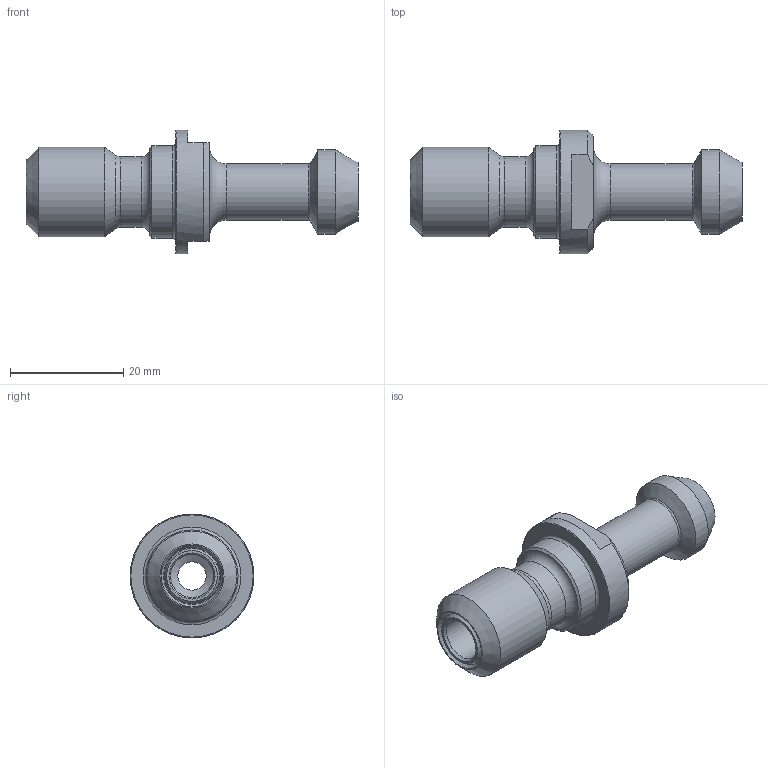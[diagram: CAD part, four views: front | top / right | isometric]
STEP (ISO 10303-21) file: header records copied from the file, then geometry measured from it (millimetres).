
FILE_DESCRIPTION(/* description */ ('RETENTION KNOB'),/* implementation_level */ '2;1');
FILE_NAME(/* name */ '4014TRKC.stp',/* time_stamp */ '2020-11-24T14:43:47-05:00',/* author */ ('dalloco'),/* organization */ (''),/* preprocessor_version */ 'ST-DEVELOPER v16.13',/* originating_system */ 'Autodesk Inventor 2018',/* authorisation */ '');
FILE_SCHEMA (('AUTOMOTIVE_DESIGN { 1 0 10303 214 3 1 1 }'));
Length unit declared in the file: inch
Products named in the file (1): 4014TRKC
Bounding box: 58.62 x 21.84 x 21.84 mm (x, y, z)
Volume: 7922 mm3; surface area: 4290.6 mm2
Topology: 1 solids, 1 shells, 37 faces, 75 edges, 44 vertices
Faces by surface type: cone 12, plane 10, cylinder 8, torus 7
Full cylindrical faces by diameter (mm): 5.004 x1, 7.544 x1, 9.931 x1, 12.446 x1, 14.935 x1, 15.875 x1, 16.269 x1, 21.844 x1
Entity records: 859 total; most frequent: DIRECTION 156, CARTESIAN_POINT 136, ORIENTED_EDGE 96, AXIS2_PLACEMENT_3D 74, EDGE_LOOP 68, EDGE_CURVE 48, VERTEX_POINT 42, FACE_OUTER_BOUND 37
